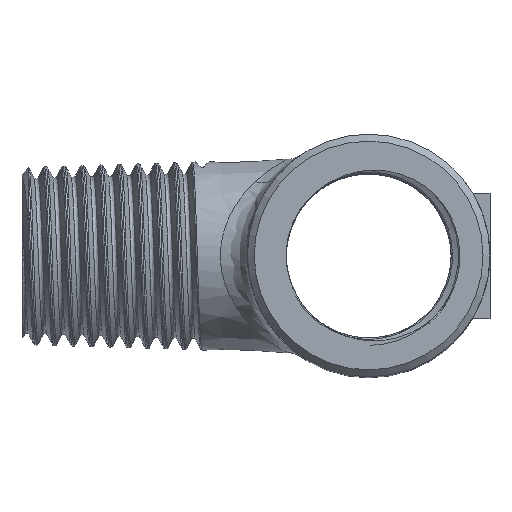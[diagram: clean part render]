
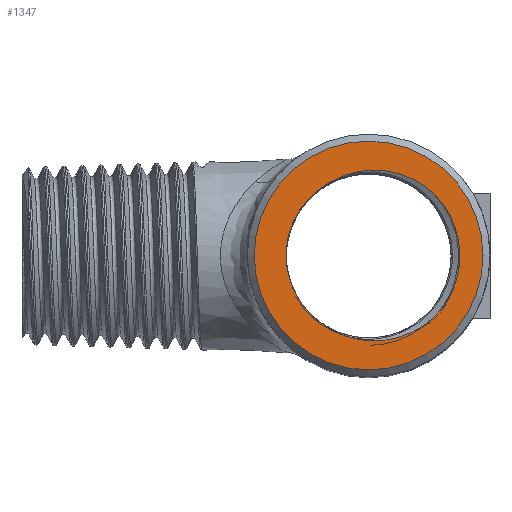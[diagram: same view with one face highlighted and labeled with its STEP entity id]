
A CAD part, top view. The second image highlights one B-rep face of the part: STEP entity #1347.
In plain terms, the highlighted planar face has unit normal (0, 0, 1).
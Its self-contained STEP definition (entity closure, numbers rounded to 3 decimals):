
#42=PLANE('',#1398);
#56=CIRCLE('',#1399,5.945);
#57=CIRCLE('',#1400,8.25);
#458=ORIENTED_EDGE('',*,*,#780,.T.);
#459=ORIENTED_EDGE('',*,*,#813,.T.);
#460=ORIENTED_EDGE('',*,*,#866,.F.);
#461=ORIENTED_EDGE('',*,*,#791,.T.);
#462=ORIENTED_EDGE('',*,*,#787,.T.);
#463=ORIENTED_EDGE('',*,*,#784,.T.);
#464=ORIENTED_EDGE('',*,*,#867,.T.);
#780=EDGE_CURVE('',#992,#993,#1148,.T.);
#784=EDGE_CURVE('',#996,#992,#1149,.T.);
#787=EDGE_CURVE('',#998,#996,#1150,.T.);
#791=EDGE_CURVE('',#1001,#998,#1152,.T.);
#813=EDGE_CURVE('',#993,#1022,#1154,.T.);
#866=EDGE_CURVE('',#1001,#1022,#56,.T.);
#867=EDGE_CURVE('',#1066,#1066,#57,.T.);
#992=VERTEX_POINT('',#14392);
#993=VERTEX_POINT('',#14393);
#996=VERTEX_POINT('',#16005);
#998=VERTEX_POINT('',#17203);
#1001=VERTEX_POINT('',#18416);
#1022=VERTEX_POINT('',#19676);
#1066=VERTEX_POINT('',#20337);
#1148=B_SPLINE_CURVE_WITH_KNOTS('',3,(#14388,#14389,#14390,#14391),
 .UNSPECIFIED.,.F.,.F.,(4,4),(0.,1.),.UNSPECIFIED.);
#1149=B_SPLINE_CURVE_WITH_KNOTS('',3,(#15997,#15998,#15999,#16000,#16001,
#16002,#16003,#16004),.UNSPECIFIED.,.F.,.F.,(4,1,1,1,1,4),(0.,0.125,0.25,
0.5,0.75,1.),.UNSPECIFIED.);
#1150=B_SPLINE_CURVE_WITH_KNOTS('',3,(#17198,#17199,#17200,#17201,#17202),
 .UNSPECIFIED.,.F.,.F.,(4,1,4),(0.,0.5,1.),.UNSPECIFIED.);
#1152=B_SPLINE_CURVE_WITH_KNOTS('',3,(#18410,#18411,#18412,#18413,#18414,
#18415),.UNSPECIFIED.,.F.,.F.,(4,1,1,4),(0.,0.5,0.75,1.),.UNSPECIFIED.);
#1154=B_SPLINE_CURVE_WITH_KNOTS('',3,(#19670,#19671,#19672,#19673,#19674,
#19675),.UNSPECIFIED.,.F.,.F.,(4,1,1,4),(0.,0.25,0.5,1.),.UNSPECIFIED.);
#1210=EDGE_LOOP('',(#458,#459,#460,#461,#462,#463));
#1211=EDGE_LOOP('',(#464));
#1268=FACE_BOUND('',#1210,.T.);
#1269=FACE_BOUND('',#1211,.T.);
#1347=ADVANCED_FACE('',(#1268,#1269),#42,.T.);
#1398=AXIS2_PLACEMENT_3D('',#20334,#1491,#1492);
#1399=AXIS2_PLACEMENT_3D('',#20335,#1493,#1494);
#1400=AXIS2_PLACEMENT_3D('',#20336,#1495,#1496);
#1491=DIRECTION('',(0.,0.,1.));
#1492=DIRECTION('',(1.,0.,0.));
#1493=DIRECTION('',(0.,0.,1.));
#1494=DIRECTION('',(1.,0.,0.));
#1495=DIRECTION('',(0.,0.,1.));
#1496=DIRECTION('',(1.,0.,0.));
#14388=CARTESIAN_POINT('',(4.677,-4.484,21.));
#14389=CARTESIAN_POINT('',(2.994,-6.04,21.));
#14390=CARTESIAN_POINT('',(0.504,-6.583,21.));
#14391=CARTESIAN_POINT('',(-1.646,-5.81,21.));
#14392=CARTESIAN_POINT('',(4.677,-4.484,21.));
#14393=CARTESIAN_POINT('',(-1.646,-5.81,21.));
#15997=CARTESIAN_POINT('',(4.677,4.484,21.));
#15998=CARTESIAN_POINT('',(4.977,4.208,21.));
#15999=CARTESIAN_POINT('',(5.534,3.552,21.));
#16000=CARTESIAN_POINT('',(6.331,2.079,21.));
#16001=CARTESIAN_POINT('',(6.742,-0.007,21.));
#16002=CARTESIAN_POINT('',(6.253,-2.491,21.));
#16003=CARTESIAN_POINT('',(5.274,-3.933,21.));
#16004=CARTESIAN_POINT('',(4.677,-4.484,21.));
#16005=CARTESIAN_POINT('',(4.677,4.484,21.));
#17198=CARTESIAN_POINT('',(-1.646,5.81,21.));
#17199=CARTESIAN_POINT('',(-0.571,6.196,21.));
#17200=CARTESIAN_POINT('',(1.77,6.323,21.));
#17201=CARTESIAN_POINT('',(3.836,5.262,21.));
#17202=CARTESIAN_POINT('',(4.677,4.484,21.));
#17203=CARTESIAN_POINT('',(-1.646,5.81,21.));
#18410=CARTESIAN_POINT('',(-4.43,3.964,21.));
#18411=CARTESIAN_POINT('',(-4.059,4.386,21.));
#18412=CARTESIAN_POINT('',(-3.414,4.944,21.));
#18413=CARTESIAN_POINT('',(-2.431,5.5,21.));
#18414=CARTESIAN_POINT('',(-1.927,5.709,21.));
#18415=CARTESIAN_POINT('',(-1.646,5.81,21.));
#18416=CARTESIAN_POINT('',(-4.43,3.964,21.));
#19670=CARTESIAN_POINT('',(-1.646,-5.81,21.));
#19671=CARTESIAN_POINT('',(-1.926,-5.71,21.));
#19672=CARTESIAN_POINT('',(-2.427,-5.502,21.));
#19673=CARTESIAN_POINT('',(-3.414,-4.944,21.));
#19674=CARTESIAN_POINT('',(-4.06,-4.385,21.));
#19675=CARTESIAN_POINT('',(-4.43,-3.964,21.));
#19676=CARTESIAN_POINT('',(-4.43,-3.964,21.));
#20334=CARTESIAN_POINT('',(0.,0.,21.));
#20335=CARTESIAN_POINT('',(0.,0.,21.));
#20336=CARTESIAN_POINT('',(0.,0.,21.));
#20337=CARTESIAN_POINT('',(8.25,0.,21.));
